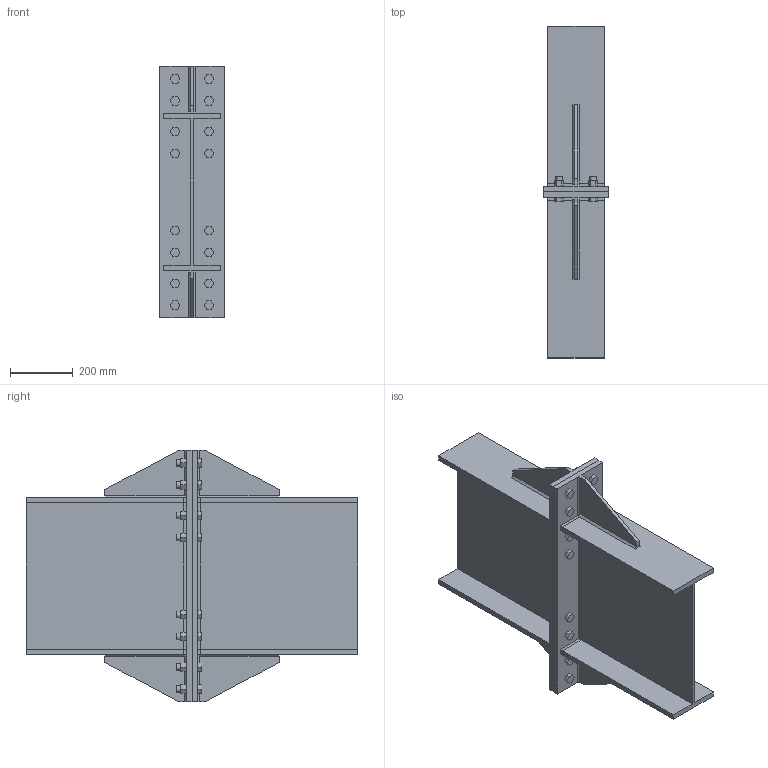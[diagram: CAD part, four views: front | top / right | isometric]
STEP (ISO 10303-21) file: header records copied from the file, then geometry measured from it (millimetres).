
FILE_DESCRIPTION(('Open CASCADE Model'),'2;1');
FILE_NAME('Open CASCADE Shape Model','2023-03-27T15:06:59',('Author'),( 'Open CASCADE'),'Open CASCADE STEP processor 6.9','Open CASCADE 6.9' ,'Unknown');
FILE_SCHEMA(('CONFIG_CONTROL_DESIGN'));
Length unit declared in the file: millimetre
Products named in the file (1): Open CASCADE STEP translator 6.9 3
Bounding box: 205.09 x 1056.4 x 800.1 mm (x, y, z)
Volume: 18641589.6 mm3; surface area: 2373288.3 mm2
Topology: 1 solids, 1 shells, 406 faces, 1039 edges, 675 vertices
Faces by surface type: plane 389, cylinder 16, sphere 1
Full cylindrical faces by diameter (mm): 20 x16
Entity records: 25482 total; most frequent: CARTESIAN_POINT 4267, DIRECTION 3913, LINE 2946, VECTOR 2946, ORIENTED_EDGE 2074, PCURVE 2074, DEFINITIONAL_REPRESENTATION 2074, EDGE_CURVE 1037
